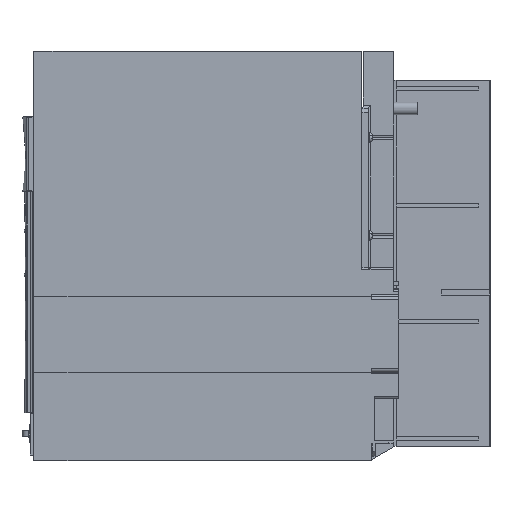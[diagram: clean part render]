
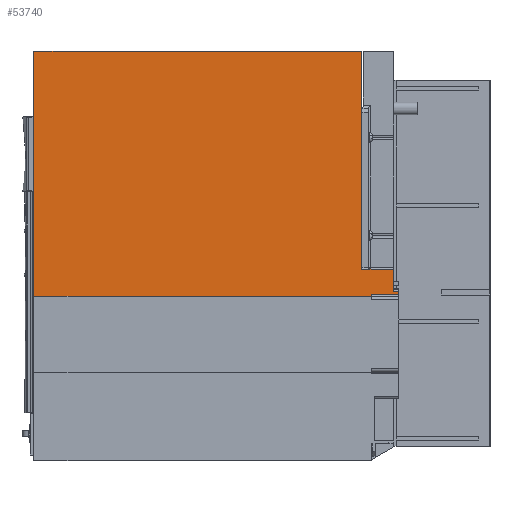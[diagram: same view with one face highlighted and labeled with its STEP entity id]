
A CAD part, left-side view. The second image highlights one B-rep face of the part: STEP entity #53740.
In plain terms, the highlighted planar face has unit normal (-1, 0, 0).
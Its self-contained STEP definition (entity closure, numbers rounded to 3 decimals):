
#50549=CARTESIAN_POINT('Axis2P3D Location',(-296.5,360.,-31.)) ;
#50919=CARTESIAN_POINT('Vertex',(-296.5,10.,141.292)) ;
#50926=CARTESIAN_POINT('Vertex',(-296.5,-18.5,141.292)) ;
#50929=CARTESIAN_POINT('Line Origine',(-296.5,-17.25,141.292)) ;
#50942=CARTESIAN_POINT('Line Origine',(-296.5,10.,140.646)) ;
#50946=CARTESIAN_POINT('Vertex',(-296.5,10.,140.)) ;
#50973=CARTESIAN_POINT('Vertex',(-296.5,-18.5,144.5)) ;
#50976=CARTESIAN_POINT('Line Origine',(-296.5,-18.5,142.896)) ;
#51024=CARTESIAN_POINT('Line Origine',(-296.5,185.,140.)) ;
#51028=CARTESIAN_POINT('Vertex',(-296.5,360.,140.)) ;
#51061=CARTESIAN_POINT('Line Origine',(-296.5,360.,267.)) ;
#51065=CARTESIAN_POINT('Vertex',(-296.5,360.,394.)) ;
#52867=CARTESIAN_POINT('Line Origine',(-296.5,190.,394.)) ;
#52871=CARTESIAN_POINT('Vertex',(-296.5,20.,394.)) ;
#53483=CARTESIAN_POINT('Vertex',(-296.5,-13.,144.5)) ;
#53486=CARTESIAN_POINT('Line Origine',(-296.5,7.75,144.5)) ;
#53709=CARTESIAN_POINT('Line Origine',(-296.5,-13.,156.)) ;
#53713=CARTESIAN_POINT('Vertex',(-296.5,-13.,167.5)) ;
#53716=CARTESIAN_POINT('Line Origine',(-296.5,3.5,167.5)) ;
#53720=CARTESIAN_POINT('Vertex',(-296.5,20.,167.5)) ;
#53723=CARTESIAN_POINT('Line Origine',(-296.5,20.,280.75)) ;
#50550=DIRECTION('Axis2P3D Direction',(1.,0.,-0.)) ;
#50551=DIRECTION('Axis2P3D XDirection',(0.,0.,1.)) ;
#50930=DIRECTION('Vector Direction',(0.,1.,0.)) ;
#50943=DIRECTION('Vector Direction',(0.,0.,-1.)) ;
#50977=DIRECTION('Vector Direction',(0.,0.,-1.)) ;
#51025=DIRECTION('Vector Direction',(0.,-1.,0.)) ;
#51062=DIRECTION('Vector Direction',(0.,0.,1.)) ;
#52868=DIRECTION('Vector Direction',(0.,-1.,0.)) ;
#53487=DIRECTION('Vector Direction',(0.,1.,0.)) ;
#53710=DIRECTION('Vector Direction',(0.,0.,-1.)) ;
#53717=DIRECTION('Vector Direction',(0.,1.,0.)) ;
#53724=DIRECTION('Vector Direction',(0.,0.,1.)) ;
#50552=AXIS2_PLACEMENT_3D('Plane Axis2P3D',#50549,#50550,#50551) ;
#53729=ORIENTED_EDGE('',*,*,#50948,.F.) ;
#53730=ORIENTED_EDGE('',*,*,#50933,.T.) ;
#53731=ORIENTED_EDGE('',*,*,#50980,.T.) ;
#53732=ORIENTED_EDGE('',*,*,#53490,.T.) ;
#53733=ORIENTED_EDGE('',*,*,#53715,.F.) ;
#53734=ORIENTED_EDGE('',*,*,#53722,.T.) ;
#53735=ORIENTED_EDGE('',*,*,#53727,.T.) ;
#53736=ORIENTED_EDGE('',*,*,#52873,.F.) ;
#53737=ORIENTED_EDGE('',*,*,#51067,.F.) ;
#53738=ORIENTED_EDGE('',*,*,#51030,.T.) ;
#50931=VECTOR('Line Direction',#50930,1.) ;
#50944=VECTOR('Line Direction',#50943,1.) ;
#50978=VECTOR('Line Direction',#50977,1.) ;
#51026=VECTOR('Line Direction',#51025,1.) ;
#51063=VECTOR('Line Direction',#51062,1.) ;
#52869=VECTOR('Line Direction',#52868,1.) ;
#53488=VECTOR('Line Direction',#53487,1.) ;
#53711=VECTOR('Line Direction',#53710,1.) ;
#53718=VECTOR('Line Direction',#53717,1.) ;
#53725=VECTOR('Line Direction',#53724,1.) ;
#53740=ADVANCED_FACE('Brep With Voids',(#53739),#50553,.F.) ;
#50933=EDGE_CURVE('',#50920,#50927,#50932,.F.) ;
#50948=EDGE_CURVE('',#50920,#50947,#50945,.T.) ;
#50980=EDGE_CURVE('',#50927,#50974,#50979,.F.) ;
#51030=EDGE_CURVE('',#51029,#50947,#51027,.T.) ;
#51067=EDGE_CURVE('',#51029,#51066,#51064,.T.) ;
#52873=EDGE_CURVE('',#51066,#52872,#52870,.T.) ;
#53490=EDGE_CURVE('',#50974,#53484,#53489,.T.) ;
#53715=EDGE_CURVE('',#53714,#53484,#53712,.T.) ;
#53722=EDGE_CURVE('',#53714,#53721,#53719,.T.) ;
#53727=EDGE_CURVE('',#53721,#52872,#53726,.T.) ;
#53728=EDGE_LOOP('',(#53729,#53730,#53731,#53732,#53733,#53734,#53735,#53736,#53737,#53738)) ;
#53739=FACE_OUTER_BOUND('',#53728,.T.) ;
#50932=LINE('Line',#50929,#50931) ;
#50945=LINE('Line',#50942,#50944) ;
#50979=LINE('Line',#50976,#50978) ;
#51027=LINE('Line',#51024,#51026) ;
#51064=LINE('Line',#51061,#51063) ;
#52870=LINE('Line',#52867,#52869) ;
#53489=LINE('Line',#53486,#53488) ;
#53712=LINE('Line',#53709,#53711) ;
#53719=LINE('Line',#53716,#53718) ;
#53726=LINE('Line',#53723,#53725) ;
#50553=PLANE('',#50552) ;
#50920=VERTEX_POINT('',#50919) ;
#50927=VERTEX_POINT('',#50926) ;
#50947=VERTEX_POINT('',#50946) ;
#50974=VERTEX_POINT('',#50973) ;
#51029=VERTEX_POINT('',#51028) ;
#51066=VERTEX_POINT('',#51065) ;
#52872=VERTEX_POINT('',#52871) ;
#53484=VERTEX_POINT('',#53483) ;
#53714=VERTEX_POINT('',#53713) ;
#53721=VERTEX_POINT('',#53720) ;
